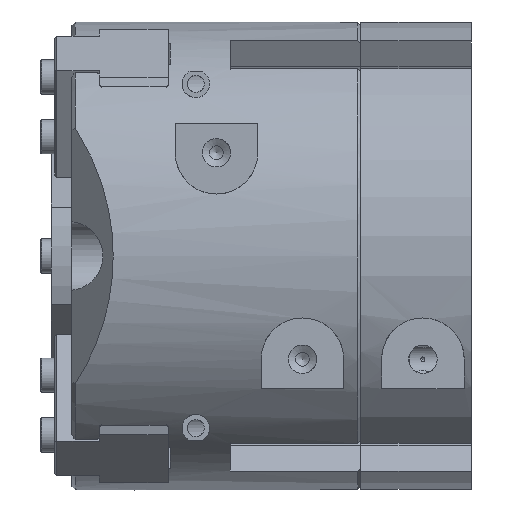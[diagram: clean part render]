
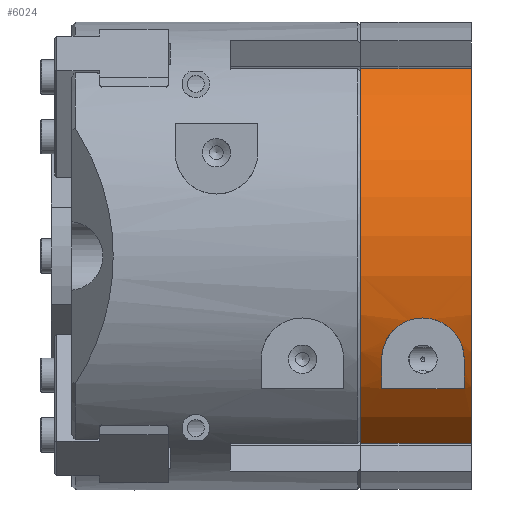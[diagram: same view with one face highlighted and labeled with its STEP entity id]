
A CAD part, left-side view. The second image highlights one B-rep face of the part: STEP entity #6024.
In plain terms, the highlighted cylindrical face has radius 34 mm (diameter 68 mm), a partial arc.
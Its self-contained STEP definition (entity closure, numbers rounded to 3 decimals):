
#215=B_SPLINE_CURVE_WITH_KNOTS('',3,(#11137,#11138,#11139,#11140,#11141,
#11142,#11143,#11144,#11145,#11146,#11147,#11148,#11149,#11150,#11151,#11152,
#11153,#11154),.UNSPECIFIED.,.F.,.F.,(4,2,2,2,2,2,2,2,4),(0.985,
1.226,1.467,1.696,1.924,2.149,
2.373,2.618,2.863),.UNSPECIFIED.);
#340=FACE_BOUND('',#1178,.T.);
#794=FACE_OUTER_BOUND('',#1177,.T.);
#1177=EDGE_LOOP('',(#5560,#5561,#5562,#5563));
#1178=EDGE_LOOP('',(#5564,#5565,#5566,#5567));
#1587=LINE('',#11128,#2016);
#1602=LINE('',#11226,#2031);
#1612=LINE('',#11249,#2041);
#2016=VECTOR('',#8493,10.);
#2031=VECTOR('',#8580,10.);
#2041=VECTOR('',#8604,10.);
#2334=CIRCLE('',#6744,34.);
#2350=CIRCLE('',#6781,34.);
#2352=CIRCLE('',#6785,34.);
#2376=CIRCLE('',#6830,34.);
#2909=VERTEX_POINT('',#10967);
#2910=VERTEX_POINT('',#10969);
#2939=VERTEX_POINT('',#11120);
#2940=VERTEX_POINT('',#11121);
#2942=VERTEX_POINT('',#11127);
#2944=VERTEX_POINT('',#11133);
#2971=VERTEX_POINT('',#11225);
#2977=VERTEX_POINT('',#11247);
#3744=EDGE_CURVE('',#2909,#2910,#2334,.T.);
#3784=EDGE_CURVE('',#2939,#2940,#2350,.T.);
#3787=EDGE_CURVE('',#2940,#2942,#1587,.T.);
#3790=EDGE_CURVE('',#2942,#2944,#2352,.T.);
#3792=EDGE_CURVE('',#2944,#2939,#215,.T.);
#3825=EDGE_CURVE('',#2971,#2910,#1602,.T.);
#3837=EDGE_CURVE('',#2909,#2977,#1612,.T.);
#3842=EDGE_CURVE('',#2971,#2977,#2376,.T.);
#5560=ORIENTED_EDGE('',*,*,#3825,.T.);
#5561=ORIENTED_EDGE('',*,*,#3744,.F.);
#5562=ORIENTED_EDGE('',*,*,#3837,.T.);
#5563=ORIENTED_EDGE('',*,*,#3842,.F.);
#5564=ORIENTED_EDGE('',*,*,#3790,.T.);
#5565=ORIENTED_EDGE('',*,*,#3792,.T.);
#5566=ORIENTED_EDGE('',*,*,#3784,.T.);
#5567=ORIENTED_EDGE('',*,*,#3787,.T.);
#5720=CYLINDRICAL_SURFACE('',#6833,34.);
#6024=ADVANCED_FACE('',(#794,#340),#5720,.T.);
#6744=AXIS2_PLACEMENT_3D('',#10970,#8403,#8404);
#6781=AXIS2_PLACEMENT_3D('',#11122,#8487,#8488);
#6785=AXIS2_PLACEMENT_3D('',#11134,#8499,#8500);
#6830=AXIS2_PLACEMENT_3D('',#11259,#8616,#8617);
#6833=AXIS2_PLACEMENT_3D('',#11262,#8622,#8623);
#8403=DIRECTION('center_axis',(0.,0.,-1.));
#8404=DIRECTION('ref_axis',(-1.,0.,0.));
#8487=DIRECTION('center_axis',(0.,0.,1.));
#8488=DIRECTION('ref_axis',(-1.,0.,0.));
#8493=DIRECTION('',(0.,0.,-1.));
#8499=DIRECTION('center_axis',(0.,0.,-1.));
#8500=DIRECTION('ref_axis',(-1.,0.,0.));
#8580=DIRECTION('',(0.,0.,-1.));
#8604=DIRECTION('',(0.,0.,1.));
#8616=DIRECTION('center_axis',(0.,0.,1.));
#8617=DIRECTION('ref_axis',(-1.,0.,0.));
#8622=DIRECTION('center_axis',(0.,0.,1.));
#8623=DIRECTION('ref_axis',(-1.,0.,0.));
#10967=CARTESIAN_POINT('',(-20.346,-27.24,0.));
#10969=CARTESIAN_POINT('',(-20.346,27.24,0.));
#10970=CARTESIAN_POINT('Origin',(0.,0.,
0.));
#11120=CARTESIAN_POINT('',(-30.512,-15.,15.));
#11121=CARTESIAN_POINT('',(-28.,-19.287,15.));
#11122=CARTESIAN_POINT('Origin',(0.,0.,
15.));
#11127=CARTESIAN_POINT('',(-28.,-19.287,3.));
#11128=CARTESIAN_POINT('',(-28.,-19.287,0.));
#11133=CARTESIAN_POINT('',(-30.512,-15.,3.));
#11134=CARTESIAN_POINT('Origin',(0.,0.,
3.));
#11137=CARTESIAN_POINT('Ctrl Pts',(-30.512,-15.,3.));
#11138=CARTESIAN_POINT('Ctrl Pts',(-30.867,-14.278,
3.));
#11139=CARTESIAN_POINT('Ctrl Pts',(-31.22,-13.489,
3.139));
#11140=CARTESIAN_POINT('Ctrl Pts',(-31.82,-12.004,
3.74));
#11141=CARTESIAN_POINT('Ctrl Pts',(-32.069,-11.311,
4.204));
#11142=CARTESIAN_POINT('Ctrl Pts',(-32.428,-10.234,5.281));
#11143=CARTESIAN_POINT('Ctrl Pts',(-32.567,-9.771,
5.951));
#11144=CARTESIAN_POINT('Ctrl Pts',(-32.746,-9.154,
7.43));
#11145=CARTESIAN_POINT('Ctrl Pts',(-32.787,-9.,8.239));
#11146=CARTESIAN_POINT('Ctrl Pts',(-32.787,-9.,9.748));
#11147=CARTESIAN_POINT('Ctrl Pts',(-32.747,-9.149,10.545));
#11148=CARTESIAN_POINT('Ctrl Pts',(-32.574,-9.747,
12.005));
#11149=CARTESIAN_POINT('Ctrl Pts',(-32.439,-10.196,
12.668));
#11150=CARTESIAN_POINT('Ctrl Pts',(-32.086,-11.261,
13.76));
#11151=CARTESIAN_POINT('Ctrl Pts',(-31.837,-11.962,
14.237));
#11152=CARTESIAN_POINT('Ctrl Pts',(-31.231,-13.465,
14.857));
#11153=CARTESIAN_POINT('Ctrl Pts',(-30.873,-14.267,15.));
#11154=CARTESIAN_POINT('Ctrl Pts',(-30.512,-15.,15.));
#11225=CARTESIAN_POINT('',(-20.346,27.24,16.));
#11226=CARTESIAN_POINT('',(-20.346,27.24,0.));
#11247=CARTESIAN_POINT('',(-20.346,-27.24,16.));
#11249=CARTESIAN_POINT('',(-20.346,-27.24,0.));
#11259=CARTESIAN_POINT('Origin',(0.,0.,
16.));
#11262=CARTESIAN_POINT('Origin',(0.,0.,
0.));
